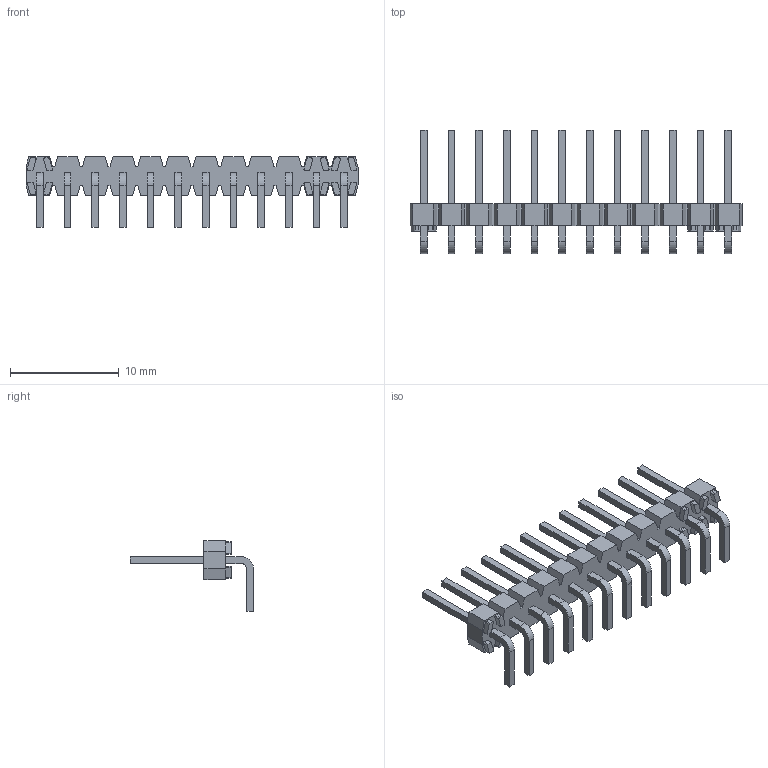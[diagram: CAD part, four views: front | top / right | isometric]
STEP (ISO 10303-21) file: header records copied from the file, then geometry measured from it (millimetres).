
FILE_DESCRIPTION((''),'2;1');
FILE_NAME('MOLEX_90121-0772.stp','2013-01-14T14:06:50',(''),(''),'Mechanical Desktop 2011','Mechanical Desktop 2011',', , ');
FILE_SCHEMA(('AUTOMOTIVE_DESIGN { 1 2 10303 214 1 1 1 1 }'));
Length unit declared in the file: millimetre
Products named in the file (1): Product
Bounding box: 30.48 x 11.32 x 6.5 mm (x, y, z)
Volume: 267 mm3; surface area: 853.9 mm2
Topology: 37 solids, 37 shells, 410 faces, 1008 edges, 672 vertices
Faces by surface type: plane 206, bspline 132, cylinder 72
Entity records: 11999 total; most frequent: CARTESIAN_POINT 2487, ORIENTED_EDGE 2016, DIRECTION 1710, EDGE_CURVE 1008, VECTOR 864, LINE 864, VERTEX_POINT 672, AXIS2_PLACEMENT_3D 423
